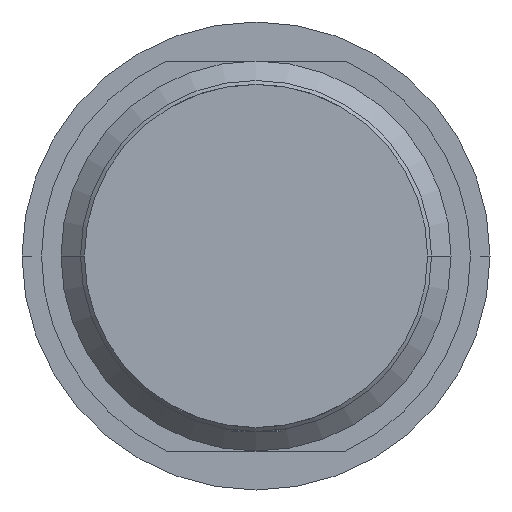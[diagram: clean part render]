
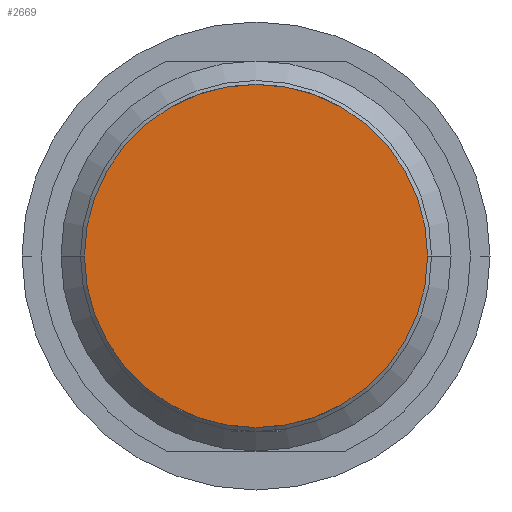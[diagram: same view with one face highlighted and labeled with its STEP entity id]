
A CAD part, front view. The second image highlights one B-rep face of the part: STEP entity #2669.
In plain terms, the highlighted planar face has unit normal (0, -1, 0).
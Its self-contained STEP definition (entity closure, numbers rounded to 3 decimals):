
#33 = EDGE_CURVE ( 'Defeature ausgef�hrt2_27+Defeature ausgef�hrt2_20+Defeature ausgef�hrt2_20+Defeature ausgef�hrt2_20', #1362, #2834, #3108, .T. ) ;
#151 = AXIS2_PLACEMENT_3D ( 'NONE', #2129, #254, #2750 ) ;
#254 = DIRECTION ( 'NONE',  ( 0., -1., 0. ) ) ;
#407 = AXIS2_PLACEMENT_3D ( 'NONE', #2032, #1385, #3222 ) ;
#440 = DIRECTION ( 'NONE',  ( 1., 0., 0. ) ) ;
#1073 = CARTESIAN_POINT ( 'NONE',  ( 0., 0., -1.9 ) ) ;
#1313 = CARTESIAN_POINT ( 'NONE',  ( -2.2, 0., 0. ) ) ;
#1362 = VERTEX_POINT ( 'NONE', #2522 ) ;
#1385 = DIRECTION ( 'NONE',  ( 0., -1., 0. ) ) ;
#1389 = DIRECTION ( 'NONE',  ( 0., 1., 0. ) ) ;
#1390 = EDGE_CURVE ( 'Defeature ausgef�hrt2_27+Defeature ausgef�hrt2_20+Defeature ausgef�hrt2_20+Defeature ausgef�hrt2_20', #2834, #1362, #1486, .T. ) ;
#1486 = CIRCLE ( 'NONE', #151, 2.2 ) ;
#2032 = CARTESIAN_POINT ( 'NONE',  ( 0., 0., 0. ) ) ;
#2129 = CARTESIAN_POINT ( 'NONE',  ( 0., 0., 0. ) ) ;
#2522 = CARTESIAN_POINT ( 'NONE',  ( 2.2, 0., 0. ) ) ;
#2596 = PLANE ( 'NONE',  #3912 ) ;
#2669 = ADVANCED_FACE ( 'Defeature ausgef�hrt2_27', ( #2747 ), #2596, .F. ) ;
#2747 = FACE_OUTER_BOUND ( 'NONE', #3253, .T. ) ;
#2750 = DIRECTION ( 'NONE',  ( -1., 0., 0. ) ) ;
#2834 = VERTEX_POINT ( 'NONE', #1313 ) ;
#3108 = CIRCLE ( 'NONE', #407, 2.2 ) ;
#3185 = ORIENTED_EDGE ( 'NONE', *, *, #1390, .T. ) ;
#3222 = DIRECTION ( 'NONE',  ( -1., 0., 0. ) ) ;
#3253 = EDGE_LOOP ( 'NONE', ( #3185, #3562 ) ) ;
#3562 = ORIENTED_EDGE ( 'NONE', *, *, #33, .T. ) ;
#3912 = AXIS2_PLACEMENT_3D ( 'NONE', #1073, #1389, #440 ) ;
